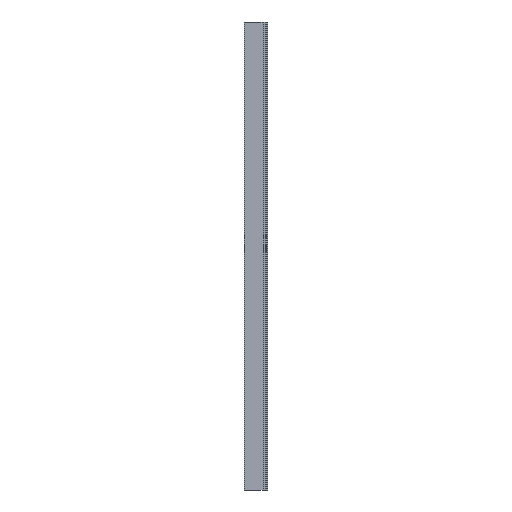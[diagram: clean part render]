
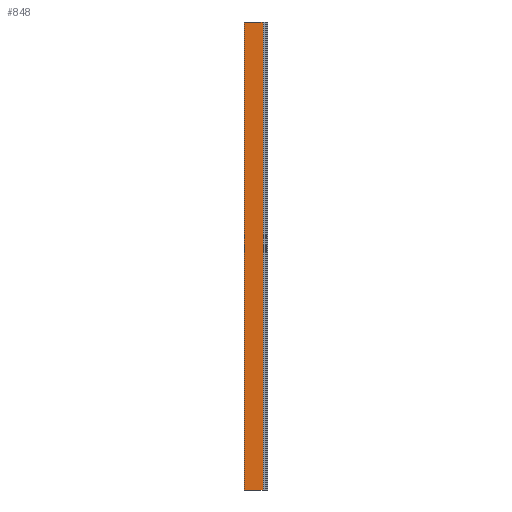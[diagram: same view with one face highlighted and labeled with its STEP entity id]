
A CAD part, left-side view. The second image highlights one B-rep face of the part: STEP entity #848.
In plain terms, the highlighted planar face has unit normal (-1, -0.013, 0).
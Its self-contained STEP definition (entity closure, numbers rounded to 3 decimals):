
#23 = ORIENTED_EDGE ( 'NONE', *, *, #343, .T. ) ;
#56 = CARTESIAN_POINT ( 'NONE',  ( -2., 39.997, 1000. ) ) ;
#93 = DIRECTION ( 'NONE',  ( 0., 0., 1. ) ) ;
#99 = DIRECTION ( 'NONE',  ( -0.013, 1., 0. ) ) ;
#135 = ORIENTED_EDGE ( 'NONE', *, *, #1908, .F. ) ;
#179 = LINE ( 'NONE', #1051, #1607 ) ;
#231 = CARTESIAN_POINT ( 'NONE',  ( -1.5, 0., -40.196 ) ) ;
#300 = LINE ( 'NONE', #715, #676 ) ;
#343 = EDGE_CURVE ( 'NONE', #387, #515, #1204, .T. ) ;
#387 = VERTEX_POINT ( 'NONE', #1722 ) ;
#466 = EDGE_LOOP ( 'NONE', ( #609, #23, #1196, #135 ) ) ;
#491 = CARTESIAN_POINT ( 'NONE',  ( -1.5, 0., 1000. ) ) ;
#515 = VERTEX_POINT ( 'NONE', #56 ) ;
#578 = DIRECTION ( 'NONE',  ( 0., 0., 1. ) ) ;
#609 = ORIENTED_EDGE ( 'NONE', *, *, #1886, .T. ) ;
#666 = CARTESIAN_POINT ( 'NONE',  ( -1.5, 0., -40.196 ) ) ;
#676 = VECTOR ( 'NONE', #99, 1000. ) ;
#715 = CARTESIAN_POINT ( 'NONE',  ( -1.5, 0., 0. ) ) ;
#768 = LINE ( 'NONE', #231, #1558 ) ;
#831 = VERTEX_POINT ( 'NONE', #1292 ) ;
#848 = ADVANCED_FACE ( 'NONE', ( #1855 ), #1149, .T. ) ;
#963 = DIRECTION ( 'NONE',  ( -0.013, 1., 0. ) ) ;
#1051 = CARTESIAN_POINT ( 'NONE',  ( -2., 39.997, -40.196 ) ) ;
#1071 = AXIS2_PLACEMENT_3D ( 'NONE', #666, #1901, #1612 ) ;
#1149 = PLANE ( 'NONE',  #1071 ) ;
#1196 = ORIENTED_EDGE ( 'NONE', *, *, #1614, .F. ) ;
#1204 = LINE ( 'NONE', #491, #1383 ) ;
#1292 = CARTESIAN_POINT ( 'NONE',  ( -1.5, 0., 0. ) ) ;
#1383 = VECTOR ( 'NONE', #963, 1000. ) ;
#1558 = VECTOR ( 'NONE', #578, 1000. ) ;
#1607 = VECTOR ( 'NONE', #93, 1000. ) ;
#1612 = DIRECTION ( 'NONE',  ( 0.012, -1., 0. ) ) ;
#1614 = EDGE_CURVE ( 'NONE', #1731, #515, #179, .T. ) ;
#1722 = CARTESIAN_POINT ( 'NONE',  ( -1.5, 0., 1000. ) ) ;
#1731 = VERTEX_POINT ( 'NONE', #1970 ) ;
#1855 = FACE_OUTER_BOUND ( 'NONE', #466, .T. ) ;
#1886 = EDGE_CURVE ( 'NONE', #831, #387, #768, .T. ) ;
#1901 = DIRECTION ( 'NONE',  ( -1., -0.012, 0. ) ) ;
#1908 = EDGE_CURVE ( 'NONE', #831, #1731, #300, .T. ) ;
#1970 = CARTESIAN_POINT ( 'NONE',  ( -2., 39.997, 0. ) ) ;
